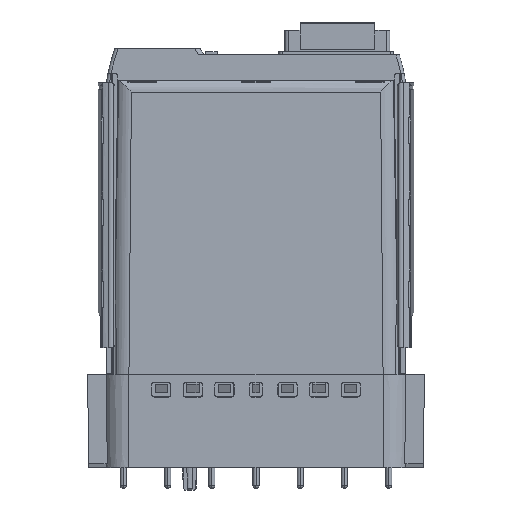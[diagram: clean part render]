
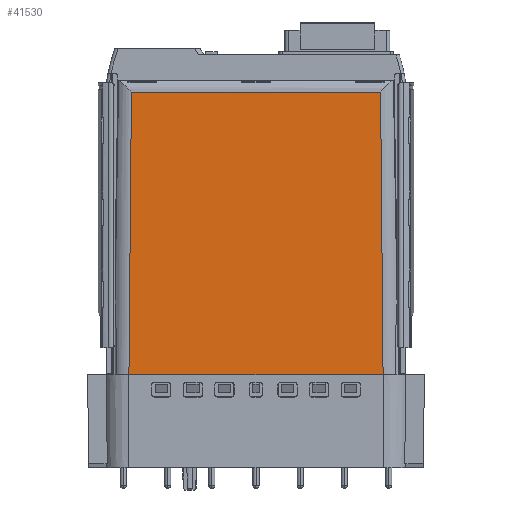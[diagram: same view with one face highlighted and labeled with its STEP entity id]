
A CAD part, front view. The second image highlights one B-rep face of the part: STEP entity #41530.
In plain terms, the highlighted planar face has unit normal (0, -1, 0.009).
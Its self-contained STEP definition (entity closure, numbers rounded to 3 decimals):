
#277=DIRECTION('',(-1.,0.,0.));
#278=VECTOR('',#277,75.251);
#279=CARTESIAN_POINT('',(37.626,-26.266,-97.286));
#280=LINE('',#279,#278);
#281=DIRECTION('',(-0.174,0.009,0.985));
#282=VECTOR('',#281,1.814);
#283=CARTESIAN_POINT('',(-37.626,-26.266,
-97.286));
#284=LINE('',#283,#282);
#285=DIRECTION('',(-1.,0.,0.));
#286=VECTOR('',#285,2.309);
#287=CARTESIAN_POINT('',(-37.941,-26.25,-95.5));
#288=LINE('',#287,#286);
#289=DIRECTION('',(0.009,0.009,1.));
#290=VECTOR('',#289,89.559);
#291=CARTESIAN_POINT('',(-40.25,-26.25,
-95.5));
#292=LINE('',#291,#290);
#293=DIRECTION('',(0.009,-0.009,-1.));
#294=VECTOR('',#293,89.559);
#295=CARTESIAN_POINT('',(39.469,-25.468,-5.948));
#296=LINE('',#295,#294);
#297=DIRECTION('',(-0.174,-0.009,-0.985));
#298=VECTOR('',#297,1.814);
#299=CARTESIAN_POINT('',(37.941,-26.25,-95.5));
#300=LINE('',#299,#298);
#9326=DIRECTION('',(-1.,0.,0.));
#9327=VECTOR('',#9326,78.937);
#9328=CARTESIAN_POINT('',(39.469,-25.468,
-5.948));
#9329=LINE('',#9328,#9327);
#25147=DIRECTION('',(1.,0.,0.));
#25148=VECTOR('',#25147,2.309);
#25149=CARTESIAN_POINT('',(37.941,-26.25,-95.5));
#25150=LINE('',#25149,#25148);
#33470=CARTESIAN_POINT('',(37.626,-26.266,
-97.286));
#33471=CARTESIAN_POINT('',(-37.626,-26.266,
-97.286));
#33472=VERTEX_POINT('',#33470);
#33473=VERTEX_POINT('',#33471);
#33507=CARTESIAN_POINT('',(-37.941,-26.25,-95.5));
#33508=VERTEX_POINT('',#33507);
#33509=CARTESIAN_POINT('',(-40.25,-26.25,
-95.5));
#33510=VERTEX_POINT('',#33509);
#33511=CARTESIAN_POINT('',(-39.469,-25.468,
-5.948));
#33512=VERTEX_POINT('',#33511);
#33513=CARTESIAN_POINT('',(39.469,-25.468,
-5.948));
#33514=VERTEX_POINT('',#33513);
#33515=CARTESIAN_POINT('',(40.25,-26.25,
-95.5));
#33516=VERTEX_POINT('',#33515);
#33517=CARTESIAN_POINT('',(37.941,-26.25,-95.5));
#33518=VERTEX_POINT('',#33517);
#41508=CARTESIAN_POINT('',(-49.112,-26.25,-95.5));
#41509=DIRECTION('',(0.,-1.,0.009));
#41510=DIRECTION('',(1.,0.,0.));
#41511=AXIS2_PLACEMENT_3D('',#41508,#41509,#41510);
#41512=PLANE('',#41511);
#41513=ORIENTED_EDGE('',*,*,#41455,.T.);
#41515=ORIENTED_EDGE('',*,*,#41514,.T.);
#41517=ORIENTED_EDGE('',*,*,#41516,.T.);
#41519=ORIENTED_EDGE('',*,*,#41518,.T.);
#41521=ORIENTED_EDGE('',*,*,#41520,.F.);
#41523=ORIENTED_EDGE('',*,*,#41522,.T.);
#41525=ORIENTED_EDGE('',*,*,#41524,.F.);
#41527=ORIENTED_EDGE('',*,*,#41526,.T.);
#41528=EDGE_LOOP('',(#41513,#41515,#41517,#41519,#41521,#41523,#41525,#41527));
#41529=FACE_OUTER_BOUND('',#41528,.F.);
#41530=ADVANCED_FACE('',(#41529),#41512,.T.);
#41455=EDGE_CURVE('',#33472,#33473,#280,.T.);
#41514=EDGE_CURVE('',#33473,#33508,#284,.T.);
#41516=EDGE_CURVE('',#33508,#33510,#288,.T.);
#41518=EDGE_CURVE('',#33510,#33512,#292,.T.);
#41520=EDGE_CURVE('',#33514,#33512,#9329,.T.);
#41522=EDGE_CURVE('',#33514,#33516,#296,.T.);
#41524=EDGE_CURVE('',#33518,#33516,#25150,.T.);
#41526=EDGE_CURVE('',#33518,#33472,#300,.T.);
